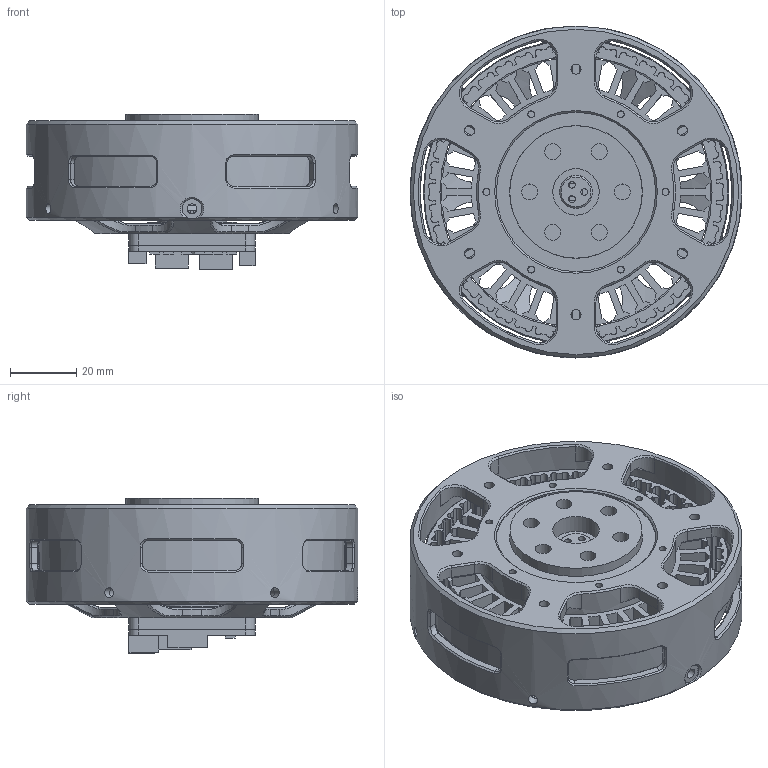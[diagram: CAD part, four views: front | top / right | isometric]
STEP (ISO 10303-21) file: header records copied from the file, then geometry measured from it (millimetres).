
FILE_DESCRIPTION(/* description */ ('STEP AP242','CAx-IF Rec.Pracs.---Representation and Presentation of Product Manufacturing Information (PMI)---4.0---2014-10-13','CAx-IF Rec.Pracs.---3D Tessellated Geometry---0.4---2014-09-14','2;1'),/* implementation_level */ '2;1');
FILE_NAME(/* name */ '68c6235405a8f002ebc80ce3',/* time_stamp */ '2025-09-14T02:07:18Z',/* author */ (''),/* organization */ (''),/* preprocessor_version */ 'ST-DEVELOPER v20',/* originating_system */ 'ONSHAPE BY PTC INC, 1.203',/* authorisation */ ' ');
FILE_SCHEMA (('AP242_MANAGED_MODEL_BASED_3D_ENGINEERING_MIM_LF { 1 0 10303 442 1 1 4 }'));
Products named in the file (23): Assembly 1; 3dp_shaft; cnc_bldc_rotor; bearing; PA12-CF_body_top; PA12-CF_body_bottom; cnc_disk_top; moteus-c1 r1.2 simple; cnc_body_ring; cnc_input_shaft3; off_the_shelf_bldc_stator; PA12-CF_output_shaft_top; cnc_disk_bottom; cnc_input_shaft1; 3dp_cotroller_spacer; PA12-CF_ouput_shaft_bottom; cnc_input_shaft2
Assembly tree (22 placements, depth 2):
  Assembly 1
    3dp_shaft
    cnc_bldc_rotor
    bearing
    PA12-CF_body_top
    bearing
    bearing
    PA12-CF_body_bottom
    bearing
    cnc_disk_top
    bearing
    moteus-c1 r1.2 simple
    cnc_body_ring
    cnc_input_shaft3
    off_the_shelf_bldc_stator
    PA12-CF_output_shaft_top
    cnc_disk_bottom
    cnc_input_shaft1
    3dp_cotroller_spacer
    bearing
    PA12-CF_ouput_shaft_bottom
    cnc_input_shaft2
    bearing
Bounding box: 100 x 100 x 46.9 mm (x, y, z)
Volume: 138547.5 mm3; surface area: 111493.2 mm2
Topology: 22 solids, 22 shells, 1607 faces, 4394 edges, 2857 vertices
Faces by surface type: plane 708, cylinder 643, cone 153, bspline 103
Full cylindrical faces by diameter (mm): 0.65 x12, 0.8 x5, 0.9 x20, 2 x5, 2.02 x15, 2.03 x6, 2.05 x4, 2.1 x6, 2.15 x12, 2.2 x4, 2.5 x4, 3 x12, 3.05 x6, 4.8 x6, 6 x1, 6.688 x12, 9.97 x1, 9.98 x3, 10 x4, 11 x3, 12 x1, 14 x4, 15 x4, 15.02 x2, 15.1 x2, 19.9 x1, 20 x1, 21 x1, 25 x1, 27 x1
Entity records: 57000 total; most frequent: CARTESIAN_POINT 16453, ORIENTED_EDGE 8282, DIRECTION 8063, EDGE_CURVE 4141, AXIS2_PLACEMENT_3D 2988, VERTEX_POINT 2803, EDGE_LOOP 2120, FACE_BOUND 2120
